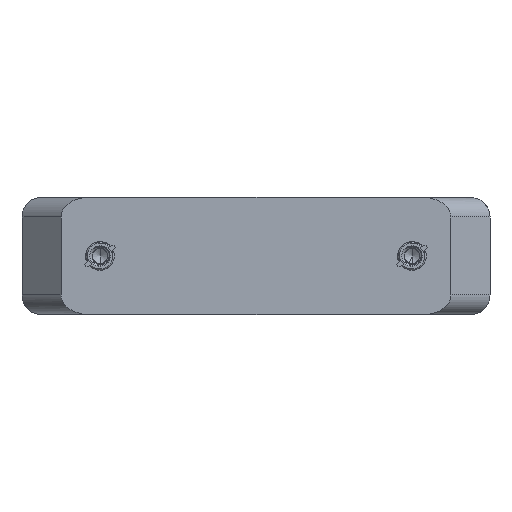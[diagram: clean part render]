
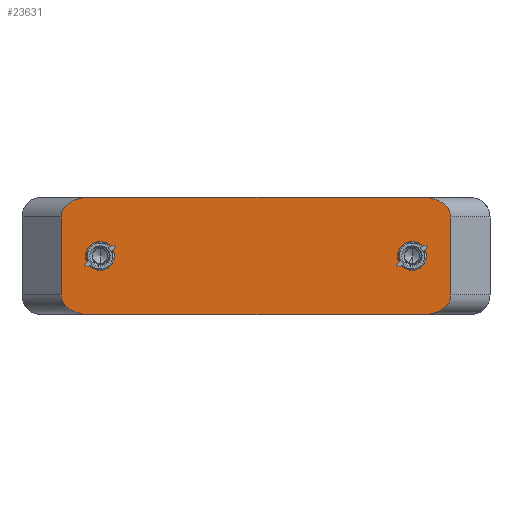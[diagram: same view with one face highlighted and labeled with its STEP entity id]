
A CAD part, front view. The second image highlights one B-rep face of the part: STEP entity #23631.
In plain terms, the highlighted planar face has unit normal (0, -1, 0).
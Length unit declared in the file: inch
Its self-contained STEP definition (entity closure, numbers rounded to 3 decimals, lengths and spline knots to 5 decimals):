
#8094 = AXIS2_PLACEMENT_3D ( 'NONE', #16069, #16066, #16076 ) ;
#8149 = VECTOR ( 'NONE', #16003, 39.37008 ) ;
#8151 = VECTOR ( 'NONE', #16000, 39.37008 ) ;
#8241 = VECTOR ( 'NONE', #15904, 39.37008 ) ;
#8254 = AXIS2_PLACEMENT_3D ( 'NONE', #15882, #15883, #15884 ) ;
#8259 = AXIS2_PLACEMENT_3D ( 'NONE', #15877, #15878, #15879 ) ;
#8261 = CIRCLE ( 'NONE', #8254, 0.184 ) ;
#8265 = CIRCLE ( 'NONE', #8259, 0.184 ) ;
#8300 = VECTOR ( 'NONE', #15889, 39.37008 ) ;
#8347 = AXIS2_PLACEMENT_3D ( 'NONE', #15795, #15796, #15797 ) ;
#8356 = CIRCLE ( 'NONE', #8347, 0.184 ) ;
#8360 = CIRCLE ( 'NONE', #8380, 0.184 ) ;
#8380 = AXIS2_PLACEMENT_3D ( 'NONE', #15780, #15781, #15782 ) ;
#10943 = VERTEX_POINT ( 'NONE', #15114 ) ;
#10953 = VERTEX_POINT ( 'NONE', #15134 ) ;
#10959 = VERTEX_POINT ( 'NONE', #15140 ) ;
#10965 = VERTEX_POINT ( 'NONE', #15146 ) ;
#10969 = VERTEX_POINT ( 'NONE', #15150 ) ;
#10972 = VERTEX_POINT ( 'NONE', #15154 ) ;
#10973 = VERTEX_POINT ( 'NONE', #15156 ) ;
#10977 = VERTEX_POINT ( 'NONE', #15160 ) ;
#10997 = VERTEX_POINT ( 'NONE', #15182 ) ;
#10999 = VERTEX_POINT ( 'NONE', #15184 ) ;
#11005 = VERTEX_POINT ( 'NONE', #15190 ) ;
#11006 = VERTEX_POINT ( 'NONE', #15192 ) ;
#15114 = CARTESIAN_POINT ( 'NONE',  ( 2.14645, -3., -0.75 ) ) ;
#15134 = CARTESIAN_POINT ( 'NONE',  ( -2.14645, -3., -0.75 ) ) ;
#15140 = CARTESIAN_POINT ( 'NONE',  ( 2.14645, -3., 0.75 ) ) ;
#15146 = CARTESIAN_POINT ( 'NONE',  ( -2.14645, -3., 0.75 ) ) ;
#15150 = CARTESIAN_POINT ( 'NONE',  ( 2.5, -3., 0.5 ) ) ;
#15154 = CARTESIAN_POINT ( 'NONE',  ( 2.5, -3., -0.5 ) ) ;
#15156 = CARTESIAN_POINT ( 'NONE',  ( -2.5, -3., 0.5 ) ) ;
#15160 = CARTESIAN_POINT ( 'NONE',  ( -2.5, -3., -0.5 ) ) ;
#15182 = CARTESIAN_POINT ( 'NONE',  ( -2., -3., -0.184 ) ) ;
#15184 = CARTESIAN_POINT ( 'NONE',  ( -2., -3., 0.184 ) ) ;
#15190 = CARTESIAN_POINT ( 'NONE',  ( 2., -3., -0.184 ) ) ;
#15192 = CARTESIAN_POINT ( 'NONE',  ( 2., -3., 0.184 ) ) ;
#15780 = CARTESIAN_POINT ( 'NONE',  ( 2., -3., 0. ) ) ;
#15781 = DIRECTION ( 'NONE',  ( 0., -1., 0. ) ) ;
#15782 = DIRECTION ( 'NONE',  ( 0., 0., -1. ) ) ;
#15795 = CARTESIAN_POINT ( 'NONE',  ( -2., -3., 0. ) ) ;
#15796 = DIRECTION ( 'NONE',  ( 0., -1., 0. ) ) ;
#15797 = DIRECTION ( 'NONE',  ( 0., 0., -1. ) ) ;
#15877 = CARTESIAN_POINT ( 'NONE',  ( -2., -3., 0. ) ) ;
#15878 = DIRECTION ( 'NONE',  ( 0., -1., 0. ) ) ;
#15879 = DIRECTION ( 'NONE',  ( 0., 0., -1. ) ) ;
#15881 = LINE ( 'NONE', #15887, #8300 ) ;
#15882 = CARTESIAN_POINT ( 'NONE',  ( 2., -3., 0. ) ) ;
#15883 = DIRECTION ( 'NONE',  ( 0., -1., 0. ) ) ;
#15884 = DIRECTION ( 'NONE',  ( 0., 0., -1. ) ) ;
#15887 = CARTESIAN_POINT ( 'NONE',  ( -2.5, -3., 0.75 ) ) ;
#15889 = DIRECTION ( 'NONE',  ( 0., 0., 1. ) ) ;
#15896 = LINE ( 'NONE', #15903, #8241 ) ;
#15903 = CARTESIAN_POINT ( 'NONE',  ( 2.5, -3., 0.75 ) ) ;
#15904 = DIRECTION ( 'NONE',  ( 0., 0., -1. ) ) ;
#15917 = CARTESIAN_POINT ( 'NONE',  ( 2.14645, -3., 0.75 ) ) ;
#15933 = CARTESIAN_POINT ( 'NONE',  ( 2.35355, -3., 0.75 ) ) ;
#15934 = CARTESIAN_POINT ( 'NONE',  ( 2.5, -3., 0.64645 ) ) ;
#15935 = CARTESIAN_POINT ( 'NONE',  ( 2.5, -3., 0.5 ) ) ;
#15936 = CARTESIAN_POINT ( 'NONE',  ( -2.5, -3., 0.5 ) ) ;
#15942 = CARTESIAN_POINT ( 'NONE',  ( -2.5, -3., 0.64645 ) ) ;
#15943 = CARTESIAN_POINT ( 'NONE',  ( -2.35355, -3., 0.75 ) ) ;
#15944 = CARTESIAN_POINT ( 'NONE',  ( -2.14645, -3., 0.75 ) ) ;
#15981 = CARTESIAN_POINT ( 'NONE',  ( -2.14645, -3., -0.75 ) ) ;
#15989 = CARTESIAN_POINT ( 'NONE',  ( 2.5, -3., -0.5 ) ) ;
#15990 = CARTESIAN_POINT ( 'NONE',  ( -2.35355, -3., -0.75 ) ) ;
#15991 = CARTESIAN_POINT ( 'NONE',  ( -2.5, -3., -0.64645 ) ) ;
#15992 = CARTESIAN_POINT ( 'NONE',  ( -2.5, -3., -0.5 ) ) ;
#15995 = CARTESIAN_POINT ( 'NONE',  ( 2.5, -3., -0.64645 ) ) ;
#15996 = CARTESIAN_POINT ( 'NONE',  ( 2.35355, -3., -0.75 ) ) ;
#15997 = CARTESIAN_POINT ( 'NONE',  ( 2.14645, -3., -0.75 ) ) ;
#15998 = LINE ( 'NONE', #15999, #8151 ) ;
#15999 = CARTESIAN_POINT ( 'NONE',  ( 0., -3., 0.75 ) ) ;
#16000 = DIRECTION ( 'NONE',  ( 1., 0., 0. ) ) ;
#16001 = LINE ( 'NONE', #16002, #8149 ) ;
#16002 = CARTESIAN_POINT ( 'NONE',  ( 0., -3., -0.75 ) ) ;
#16003 = DIRECTION ( 'NONE',  ( 1., 0., 0. ) ) ;
#16066 = DIRECTION ( 'NONE',  ( 0., 1., 0. ) ) ;
#16069 = CARTESIAN_POINT ( 'NONE',  ( -3., -3., 0.75 ) ) ;
#16070 = FACE_OUTER_BOUND ( 'NONE', #25300, .T. ) ;
#16072 = FACE_BOUND ( 'NONE', #25289, .T. ) ;
#16073 = FACE_BOUND ( 'NONE', #17851, .T. ) ;
#16074 = PLANE ( 'NONE',  #8094 ) ;
#16076 = DIRECTION ( 'NONE',  ( -1., 0., 0. ) ) ;
#16387 =( BOUNDED_CURVE ( )  B_SPLINE_CURVE ( 3, ( #15936, #15942, #15943, #15944 ),
 .UNSPECIFIED., .F., .T. ) 
 B_SPLINE_CURVE_WITH_KNOTS ( ( 4, 4 ),
 ( 0., 1.5708 ),
 .UNSPECIFIED. ) 
 CURVE ( )  GEOMETRIC_REPRESENTATION_ITEM ( )  RATIONAL_B_SPLINE_CURVE ( ( 1., 0.805, 0.805, 1. ) ) 
 REPRESENTATION_ITEM ( '' )  );
#16388 =( BOUNDED_CURVE ( )  B_SPLINE_CURVE ( 3, ( #15917, #15933, #15934, #15935 ),
 .UNSPECIFIED., .F., .T. ) 
 B_SPLINE_CURVE_WITH_KNOTS ( ( 4, 4 ),
 ( 1.5708, 3.14159 ),
 .UNSPECIFIED. ) 
 CURVE ( )  GEOMETRIC_REPRESENTATION_ITEM ( )  RATIONAL_B_SPLINE_CURVE ( ( 1., 0.805, 0.805, 1. ) ) 
 REPRESENTATION_ITEM ( '' )  );
#17851 = EDGE_LOOP ( 'NONE', ( #24518, #24519 ) ) ;
#22124 =( BOUNDED_CURVE ( )  B_SPLINE_CURVE ( 3, ( #15981, #15990, #15991, #15992 ),
 .UNSPECIFIED., .F., .T. ) 
 B_SPLINE_CURVE_WITH_KNOTS ( ( 4, 4 ),
 ( 4.71239, 6.28319 ),
 .UNSPECIFIED. ) 
 CURVE ( )  GEOMETRIC_REPRESENTATION_ITEM ( )  RATIONAL_B_SPLINE_CURVE ( ( 1., 0.805, 0.805, 1. ) ) 
 REPRESENTATION_ITEM ( '' )  );
#22125 =( BOUNDED_CURVE ( )  B_SPLINE_CURVE ( 3, ( #15989, #15995, #15996, #15997 ),
 .UNSPECIFIED., .F., .T. ) 
 B_SPLINE_CURVE_WITH_KNOTS ( ( 4, 4 ),
 ( 3.14159, 4.71239 ),
 .UNSPECIFIED. ) 
 CURVE ( )  GEOMETRIC_REPRESENTATION_ITEM ( )  RATIONAL_B_SPLINE_CURVE ( ( 1., 0.805, 0.805, 1. ) ) 
 REPRESENTATION_ITEM ( '' )  );
#23541 = EDGE_CURVE ( 'NONE', #11006, #11005, #8360, .T. ) ;
#23545 = EDGE_CURVE ( 'NONE', #10999, #10997, #8356, .T. ) ;
#23573 = EDGE_CURVE ( 'NONE', #10997, #10999, #8265, .T. ) ;
#23574 = EDGE_CURVE ( 'NONE', #11005, #11006, #8261, .T. ) ;
#23576 = EDGE_CURVE ( 'NONE', #10977, #10973, #15881, .T. ) ;
#23582 = EDGE_CURVE ( 'NONE', #10969, #10972, #15896, .T. ) ;
#23591 = EDGE_CURVE ( 'NONE', #10959, #10969, #16388, .T. ) ;
#23594 = EDGE_CURVE ( 'NONE', #10973, #10965, #16387, .T. ) ;
#23609 = EDGE_CURVE ( 'NONE', #10953, #10977, #22124, .T. ) ;
#23610 = EDGE_CURVE ( 'NONE', #10972, #10943, #22125, .T. ) ;
#23611 = EDGE_CURVE ( 'NONE', #10965, #10959, #15998, .T. ) ;
#23612 = EDGE_CURVE ( 'NONE', #10953, #10943, #16001, .T. ) ;
#23631 = ADVANCED_FACE ( 'NONE', ( #16070, #16072, #16073 ), #16074, .F. ) ;
#24508 = ORIENTED_EDGE ( 'NONE', *, *, #23610, .F. ) ;
#24509 = ORIENTED_EDGE ( 'NONE', *, *, #23582, .F. ) ;
#24510 = ORIENTED_EDGE ( 'NONE', *, *, #23591, .F. ) ;
#24511 = ORIENTED_EDGE ( 'NONE', *, *, #23611, .F. ) ;
#24512 = ORIENTED_EDGE ( 'NONE', *, *, #23594, .F. ) ;
#24513 = ORIENTED_EDGE ( 'NONE', *, *, #23576, .F. ) ;
#24514 = ORIENTED_EDGE ( 'NONE', *, *, #23609, .F. ) ;
#24515 = ORIENTED_EDGE ( 'NONE', *, *, #23612, .T. ) ;
#24516 = ORIENTED_EDGE ( 'NONE', *, *, #23574, .F. ) ;
#24517 = ORIENTED_EDGE ( 'NONE', *, *, #23541, .F. ) ;
#24518 = ORIENTED_EDGE ( 'NONE', *, *, #23573, .F. ) ;
#24519 = ORIENTED_EDGE ( 'NONE', *, *, #23545, .F. ) ;
#25289 = EDGE_LOOP ( 'NONE', ( #24516, #24517 ) ) ;
#25300 = EDGE_LOOP ( 'NONE', ( #24508, #24509, #24510, #24511, #24512, #24513, #24514, #24515 ) ) ;
